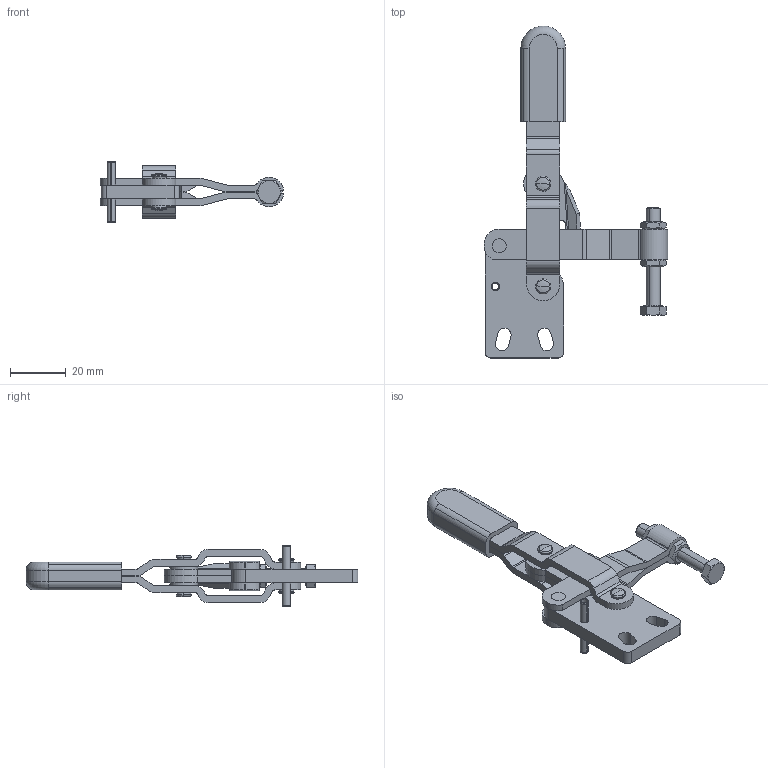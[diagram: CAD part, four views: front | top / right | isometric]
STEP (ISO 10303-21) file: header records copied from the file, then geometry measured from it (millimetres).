
FILE_DESCRIPTION((''),'2;1');
FILE_NAME('MG83S.stp','2009-11-06T11:14:35',('David'),(''),'Autodesk Inventor 8','Autodesk Inventor 8','');
FILE_SCHEMA(('AUTOMOTIVE_DESIGN { 1 0 10303 214 1 1 1 1 }'));
Length unit declared in the file: millimetre
Products named in the file (6): MG83S; MG83 SIDEPLATE ASSEMBLY; MG83 HANDLE ASSEMBLY; MG83 LINK ASSEMBLY; MG83 S-BAR ASSEMBLY; ISO 4017 -  M5 x 35
Assembly tree (5 placements, depth 2):
  MG83S
    MG83 SIDEPLATE ASSEMBLY
    MG83 HANDLE ASSEMBLY
    MG83 LINK ASSEMBLY
    MG83 S-BAR ASSEMBLY
    ISO 4017 -  M5 x 35
Bounding box: 65.6 x 118.6 x 22 mm (x, y, z)
Volume: 20571.6 mm3; surface area: 17202.7 mm2
Topology: 5 solids, 5 shells, 453 faces, 1233 edges, 796 vertices
Faces by surface type: plane 199, cylinder 113, bspline 79, cone 40, torus 18, sphere 4
Entity records: 15673 total; most frequent: CARTESIAN_POINT 4042, ORIENTED_EDGE 2450, DIRECTION 2437, EDGE_CURVE 1225, AXIS2_PLACEMENT_3D 875, VERTEX_POINT 796, VECTOR 687, LINE 687
